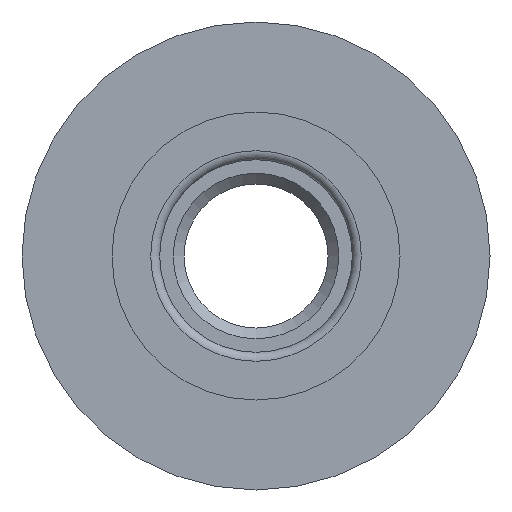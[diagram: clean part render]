
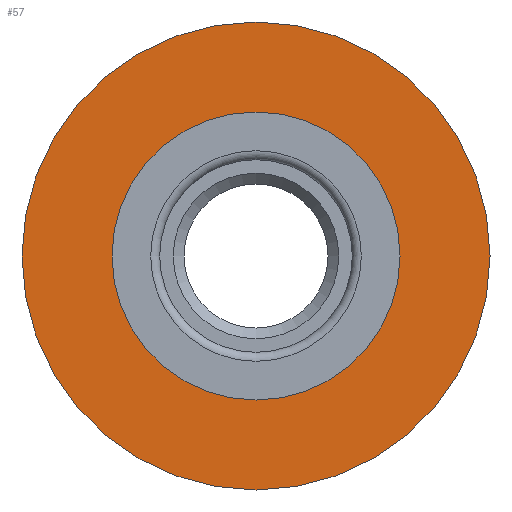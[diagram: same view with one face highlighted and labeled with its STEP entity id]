
A CAD part, front view. The second image highlights one B-rep face of the part: STEP entity #57.
In plain terms, the highlighted planar face has unit normal (0, -1, 0).
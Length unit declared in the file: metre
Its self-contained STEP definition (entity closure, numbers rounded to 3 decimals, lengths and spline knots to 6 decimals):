
#57 = ADVANCED_FACE( '', ( #128, #129 ), #130, .T. );
#128 = FACE_BOUND( '', #219, .T. );
#129 = FACE_OUTER_BOUND( '', #220, .T. );
#130 = PLANE( '', #221 );
#219 = EDGE_LOOP( '', ( #316 ) );
#220 = EDGE_LOOP( '', ( #317 ) );
#221 = AXIS2_PLACEMENT_3D( '', #318, #319, #320 );
#316 = ORIENTED_EDGE( '', *, *, #413, .F. );
#317 = ORIENTED_EDGE( '', *, *, #423, .T. );
#318 = CARTESIAN_POINT( '', ( 0., -0.006, 0. ) );
#319 = DIRECTION( '', ( 0., -1., 0. ) );
#320 = DIRECTION( '', ( 1., 0., 0. ) );
#413 = EDGE_CURVE( '', #460, #460, #461, .T. );
#423 = EDGE_CURVE( '', #476, #476, #477, .T. );
#460 = VERTEX_POINT( '', #523 );
#461 = CIRCLE( '', #524, 0.004 );
#476 = VERTEX_POINT( '', #539 );
#477 = CIRCLE( '', #540, 0.0065 );
#523 = CARTESIAN_POINT( '', ( 0., -0.006, -0.004 ) );
#524 = AXIS2_PLACEMENT_3D( '', #588, #589, #590 );
#539 = CARTESIAN_POINT( '', ( 0., -0.006, -0.0065 ) );
#540 = AXIS2_PLACEMENT_3D( '', #606, #607, #608 );
#588 = CARTESIAN_POINT( '', ( 0., -0.006, 0. ) );
#589 = DIRECTION( '', ( 0., -1., 0. ) );
#590 = DIRECTION( '', ( 0., 0., -1. ) );
#606 = CARTESIAN_POINT( '', ( 0., -0.006, 0. ) );
#607 = DIRECTION( '', ( 0., -1., 0. ) );
#608 = DIRECTION( '', ( 0., 0., -1. ) );
